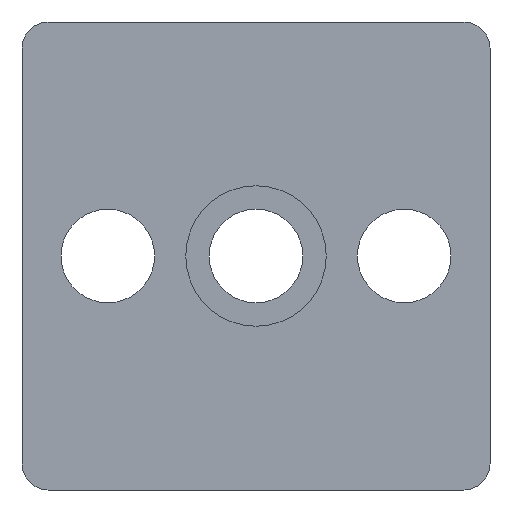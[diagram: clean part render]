
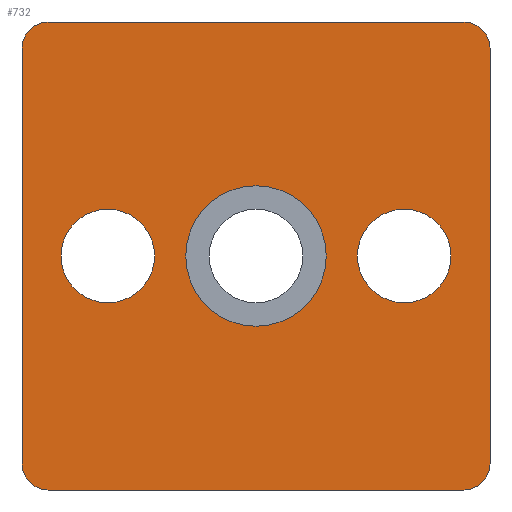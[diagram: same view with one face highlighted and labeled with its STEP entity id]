
A CAD part, front view. The second image highlights one B-rep face of the part: STEP entity #732.
In plain terms, the highlighted planar face has unit normal (0, -1, 0).
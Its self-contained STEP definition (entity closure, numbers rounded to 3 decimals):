
#25 = EDGE_CURVE ( 'NONE', #273, #246, #798, .T. ) ;
#26 = EDGE_CURVE ( 'NONE', #275, #274, #796, .T. ) ;
#27 = EDGE_CURVE ( 'NONE', #245, #242, #810, .T. ) ;
#28 = EDGE_CURVE ( 'NONE', #241, #278, #812, .T. ) ;
#29 = EDGE_CURVE ( 'NONE', #268, #267, #820, .T. ) ;
#32 = EDGE_CURVE ( 'NONE', #267, #268, #787, .T. ) ;
#42 = EDGE_CURVE ( 'NONE', #259, #260, #775, .T. ) ;
#43 = EDGE_CURVE ( 'NONE', #273, #274, #210, .T. ) ;
#48 = EDGE_CURVE ( 'NONE', #275, #278, #205, .T. ) ;
#50 = EDGE_CURVE ( 'NONE', #241, #242, #203, .T. ) ;
#56 = EDGE_CURVE ( 'NONE', #245, #246, #197, .T. ) ;
#76 = ORIENTED_EDGE ( 'NONE', *, *, #721, .F. ) ;
#77 = ORIENTED_EDGE ( 'NONE', *, *, #738, .F. ) ;
#78 = ORIENTED_EDGE ( 'NONE', *, *, #715, .T. ) ;
#174 = FACE_OUTER_BOUND ( 'NONE', #359, .T. ) ;
#175 = FACE_BOUND ( 'NONE', #360, .T. ) ;
#176 = FACE_BOUND ( 'NONE', #361, .T. ) ;
#177 = FACE_BOUND ( 'NONE', #362, .T. ) ;
#197 = LINE ( 'NONE', #537, #756 ) ;
#203 = LINE ( 'NONE', #525, #763 ) ;
#205 = LINE ( 'NONE', #521, #765 ) ;
#210 = LINE ( 'NONE', #511, #770 ) ;
#241 = VERTEX_POINT ( 'NONE', #560 ) ;
#242 = VERTEX_POINT ( 'NONE', #561 ) ;
#245 = VERTEX_POINT ( 'NONE', #564 ) ;
#246 = VERTEX_POINT ( 'NONE', #565 ) ;
#248 = VERTEX_POINT ( 'NONE', #567 ) ;
#251 = VERTEX_POINT ( 'NONE', #570 ) ;
#259 = VERTEX_POINT ( 'NONE', #578 ) ;
#260 = VERTEX_POINT ( 'NONE', #579 ) ;
#267 = VERTEX_POINT ( 'NONE', #586 ) ;
#268 = VERTEX_POINT ( 'NONE', #587 ) ;
#273 = VERTEX_POINT ( 'NONE', #592 ) ;
#274 = VERTEX_POINT ( 'NONE', #593 ) ;
#275 = VERTEX_POINT ( 'NONE', #594 ) ;
#278 = VERTEX_POINT ( 'NONE', #597 ) ;
#330 = ORIENTED_EDGE ( 'NONE', *, *, #25, .T. ) ;
#331 = ORIENTED_EDGE ( 'NONE', *, *, #26, .T. ) ;
#332 = ORIENTED_EDGE ( 'NONE', *, *, #48, .F. ) ;
#333 = ORIENTED_EDGE ( 'NONE', *, *, #28, .T. ) ;
#334 = ORIENTED_EDGE ( 'NONE', *, *, #50, .F. ) ;
#335 = ORIENTED_EDGE ( 'NONE', *, *, #27, .T. ) ;
#336 = ORIENTED_EDGE ( 'NONE', *, *, #56, .F. ) ;
#337 = ORIENTED_EDGE ( 'NONE', *, *, #32, .T. ) ;
#338 = ORIENTED_EDGE ( 'NONE', *, *, #29, .T. ) ;
#340 = ORIENTED_EDGE ( 'NONE', *, *, #42, .T. ) ;
#341 = ORIENTED_EDGE ( 'NONE', *, *, #43, .F. ) ;
#359 = EDGE_LOOP ( 'NONE', ( #341, #330, #336, #335, #334, #333, #332, #331 ) ) ;
#360 = EDGE_LOOP ( 'NONE', ( #338, #337 ) ) ;
#361 = EDGE_LOOP ( 'NONE', ( #78, #340 ) ) ;
#362 = EDGE_LOOP ( 'NONE', ( #77, #76 ) ) ;
#383 = AXIS2_PLACEMENT_3D ( 'NONE', #669, #670, #671 ) ;
#384 = CIRCLE ( 'NONE', #383, 6.75 ) ;
#388 = AXIS2_PLACEMENT_3D ( 'NONE', #648, #649, #650 ) ;
#430 = DIRECTION ( 'NONE',  ( 0., 0., 1. ) ) ;
#431 = DIRECTION ( 'NONE',  ( 0., 1., 0. ) ) ;
#432 = CARTESIAN_POINT ( 'NONE',  ( 14.25, 0., 0. ) ) ;
#442 = DIRECTION ( 'NONE',  ( 0., 0., 1. ) ) ;
#443 = DIRECTION ( 'NONE',  ( 0., 1., 0. ) ) ;
#444 = CARTESIAN_POINT ( 'NONE',  ( 14.25, 0., 0. ) ) ;
#445 = DIRECTION ( 'NONE',  ( 0., 0., -1. ) ) ;
#446 = DIRECTION ( 'NONE',  ( 0., -1., 0. ) ) ;
#447 = CARTESIAN_POINT ( 'NONE',  ( 20., 0., 20. ) ) ;
#448 = DIRECTION ( 'NONE',  ( 0., 0., -1. ) ) ;
#449 = DIRECTION ( 'NONE',  ( 0., -1., 0. ) ) ;
#450 = CARTESIAN_POINT ( 'NONE',  ( 20., 0., -20. ) ) ;
#451 = DIRECTION ( 'NONE',  ( 0., 0., -1. ) ) ;
#452 = DIRECTION ( 'NONE',  ( 0., -1., 0. ) ) ;
#453 = CARTESIAN_POINT ( 'NONE',  ( -20., 0., 20. ) ) ;
#454 = DIRECTION ( 'NONE',  ( 0., 0., -1. ) ) ;
#455 = DIRECTION ( 'NONE',  ( 0., -1., 0. ) ) ;
#456 = CARTESIAN_POINT ( 'NONE',  ( -20., 0., -20. ) ) ;
#508 = CARTESIAN_POINT ( 'NONE',  ( -14.25, 0., 0. ) ) ;
#509 = DIRECTION ( 'NONE',  ( 0., 1., 0. ) ) ;
#510 = DIRECTION ( 'NONE',  ( 0., 0., 1. ) ) ;
#511 = CARTESIAN_POINT ( 'NONE',  ( -22.5, 0., 22.5 ) ) ;
#512 = DIRECTION ( 'NONE',  ( 0., 0., 1. ) ) ;
#521 = CARTESIAN_POINT ( 'NONE',  ( -22.5, 0., 22.5 ) ) ;
#522 = DIRECTION ( 'NONE',  ( 1., 0., 0. ) ) ;
#525 = CARTESIAN_POINT ( 'NONE',  ( 22.5, 0., 22.5 ) ) ;
#526 = DIRECTION ( 'NONE',  ( 0., 0., -1. ) ) ;
#537 = CARTESIAN_POINT ( 'NONE',  ( -22.5, 0., -22.5 ) ) ;
#538 = DIRECTION ( 'NONE',  ( -1., 0., 0. ) ) ;
#560 = CARTESIAN_POINT ( 'NONE',  ( 22.5, 0., 20. ) ) ;
#561 = CARTESIAN_POINT ( 'NONE',  ( 22.5, 0., -20. ) ) ;
#564 = CARTESIAN_POINT ( 'NONE',  ( 20., 0., -22.5 ) ) ;
#565 = CARTESIAN_POINT ( 'NONE',  ( -20., 0., -22.5 ) ) ;
#567 = CARTESIAN_POINT ( 'NONE',  ( 0., 0., 6.75 ) ) ;
#570 = CARTESIAN_POINT ( 'NONE',  ( 0., 0., -6.75 ) ) ;
#578 = CARTESIAN_POINT ( 'NONE',  ( -14.25, 0., -4.5 ) ) ;
#579 = CARTESIAN_POINT ( 'NONE',  ( -14.25, 0., 4.5 ) ) ;
#586 = CARTESIAN_POINT ( 'NONE',  ( 14.25, 0., -4.5 ) ) ;
#587 = CARTESIAN_POINT ( 'NONE',  ( 14.25, 0., 4.5 ) ) ;
#592 = CARTESIAN_POINT ( 'NONE',  ( -22.5, 0., -20. ) ) ;
#593 = CARTESIAN_POINT ( 'NONE',  ( -22.5, 0., 20. ) ) ;
#594 = CARTESIAN_POINT ( 'NONE',  ( -20., 0., 22.5 ) ) ;
#597 = CARTESIAN_POINT ( 'NONE',  ( 20., 0., 22.5 ) ) ;
#601 = CARTESIAN_POINT ( 'NONE',  ( -14.25, 0., 0. ) ) ;
#602 = DIRECTION ( 'NONE',  ( 0., 1., 0. ) ) ;
#603 = DIRECTION ( 'NONE',  ( 0., 0., 1. ) ) ;
#618 = CARTESIAN_POINT ( 'NONE',  ( 0., 0., 0. ) ) ;
#619 = DIRECTION ( 'NONE',  ( 0., -1., 0. ) ) ;
#620 = DIRECTION ( 'NONE',  ( 0., 0., -1. ) ) ;
#647 = PLANE ( 'NONE',  #388 ) ;
#648 = CARTESIAN_POINT ( 'NONE',  ( -22.5, 0., -22.5 ) ) ;
#649 = DIRECTION ( 'NONE',  ( 0., -1., 0. ) ) ;
#650 = DIRECTION ( 'NONE',  ( 0., 0., -1. ) ) ;
#669 = CARTESIAN_POINT ( 'NONE',  ( 0., 0., 0. ) ) ;
#670 = DIRECTION ( 'NONE',  ( 0., -1., 0. ) ) ;
#671 = DIRECTION ( 'NONE',  ( 0., 0., -1. ) ) ;
#715 = EDGE_CURVE ( 'NONE', #260, #259, #826, .T. ) ;
#721 = EDGE_CURVE ( 'NONE', #248, #251, #821, .T. ) ;
#732 = ADVANCED_FACE ( 'NONE', ( #177, #176, #175, #174 ), #647, .T. ) ;
#738 = EDGE_CURVE ( 'NONE', #251, #248, #384, .T. ) ;
#756 = VECTOR ( 'NONE', #538, 1000. ) ;
#763 = VECTOR ( 'NONE', #526, 1000. ) ;
#765 = VECTOR ( 'NONE', #522, 1000. ) ;
#770 = VECTOR ( 'NONE', #512, 1000. ) ;
#771 = AXIS2_PLACEMENT_3D ( 'NONE', #508, #509, #510 ) ;
#775 = CIRCLE ( 'NONE', #771, 4.5 ) ;
#786 = AXIS2_PLACEMENT_3D ( 'NONE', #432, #431, #430 ) ;
#787 = CIRCLE ( 'NONE', #786, 4.5 ) ;
#792 = AXIS2_PLACEMENT_3D ( 'NONE', #444, #443, #442 ) ;
#793 = AXIS2_PLACEMENT_3D ( 'NONE', #447, #446, #445 ) ;
#794 = AXIS2_PLACEMENT_3D ( 'NONE', #450, #449, #448 ) ;
#795 = AXIS2_PLACEMENT_3D ( 'NONE', #453, #452, #451 ) ;
#796 = CIRCLE ( 'NONE', #795, 2.5 ) ;
#797 = AXIS2_PLACEMENT_3D ( 'NONE', #456, #455, #454 ) ;
#798 = CIRCLE ( 'NONE', #797, 2.5 ) ;
#810 = CIRCLE ( 'NONE', #794, 2.5 ) ;
#812 = CIRCLE ( 'NONE', #793, 2.5 ) ;
#820 = CIRCLE ( 'NONE', #792, 4.5 ) ;
#821 = CIRCLE ( 'NONE', #833, 6.75 ) ;
#823 = AXIS2_PLACEMENT_3D ( 'NONE', #601, #602, #603 ) ;
#826 = CIRCLE ( 'NONE', #823, 4.5 ) ;
#833 = AXIS2_PLACEMENT_3D ( 'NONE', #618, #619, #620 ) ;
